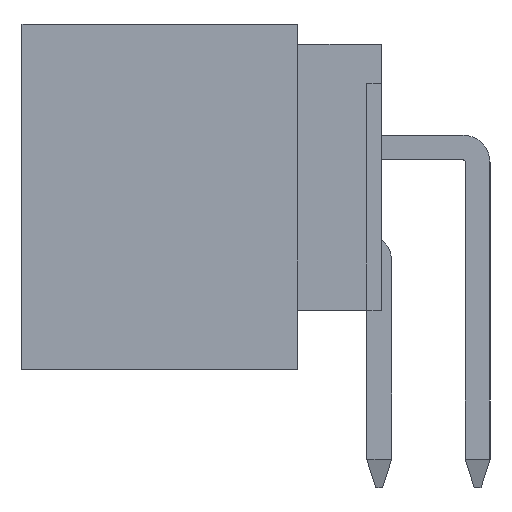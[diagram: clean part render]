
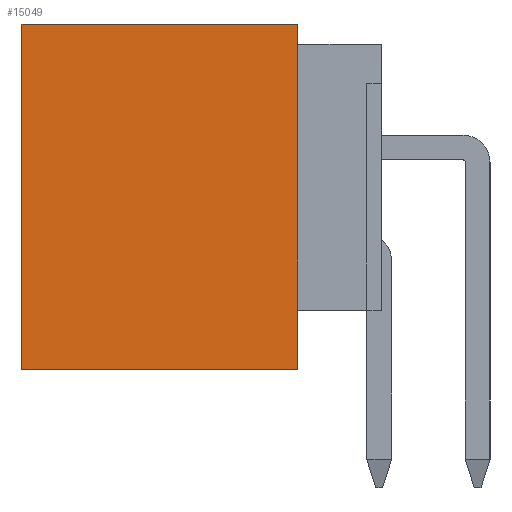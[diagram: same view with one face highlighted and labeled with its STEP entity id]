
A CAD part, left-side view. The second image highlights one B-rep face of the part: STEP entity #15049.
In plain terms, the highlighted planar face has unit normal (-1, 0, 0).
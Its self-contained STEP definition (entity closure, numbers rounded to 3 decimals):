
#29=DIRECTION('',(0.,0.,1.));
#30=VECTOR('',#29,8.89);
#31=CARTESIAN_POINT('',(-16.51,0.,-4.445));
#32=LINE('',#31,#30);
#98=DIRECTION('',(0.,-1.,0.));
#99=VECTOR('',#98,7.11);
#100=CARTESIAN_POINT('',(-16.51,0.,4.445));
#101=LINE('',#100,#99);
#5251=DIRECTION('',(0.,0.,1.));
#5252=VECTOR('',#5251,8.89);
#5253=CARTESIAN_POINT('',(-16.51,-7.11,-4.445));
#5254=LINE('',#5253,#5252);
#5255=DIRECTION('',(0.,-1.,0.));
#5256=VECTOR('',#5255,7.11);
#5257=CARTESIAN_POINT('',(-16.51,0.,-4.445));
#5258=LINE('',#5257,#5256);
#5259=CARTESIAN_POINT('',(-16.51,0.,-4.445));
#5260=CARTESIAN_POINT('',(-16.51,0.,4.445));
#5261=VERTEX_POINT('',#5259);
#5262=VERTEX_POINT('',#5260);
#5283=CARTESIAN_POINT('',(-16.51,-7.11,-4.445));
#5284=CARTESIAN_POINT('',(-16.51,-7.11,4.445));
#5285=VERTEX_POINT('',#5283);
#5286=VERTEX_POINT('',#5284);
#15038=CARTESIAN_POINT('',(-16.51,0.,-4.445));
#15039=DIRECTION('',(-1.,0.,0.));
#15040=DIRECTION('',(0.,0.,1.));
#15041=AXIS2_PLACEMENT_3D('',#15038,#15039,#15040);
#15042=PLANE('',#15041);
#15043=ORIENTED_EDGE('',*,*,#7032,.F.);
#15044=ORIENTED_EDGE('',*,*,#15033,.F.);
#15045=ORIENTED_EDGE('',*,*,#6886,.T.);
#15046=ORIENTED_EDGE('',*,*,#6989,.T.);
#15047=EDGE_LOOP('',(#15043,#15044,#15045,#15046));
#15048=FACE_OUTER_BOUND('',#15047,.F.);
#15049=ADVANCED_FACE('',(#15048),#15042,.T.);
#6886=EDGE_CURVE('',#5261,#5262,#32,.T.);
#6989=EDGE_CURVE('',#5262,#5286,#101,.T.);
#7032=EDGE_CURVE('',#5285,#5286,#5254,.T.);
#15033=EDGE_CURVE('',#5261,#5285,#5258,.T.);
